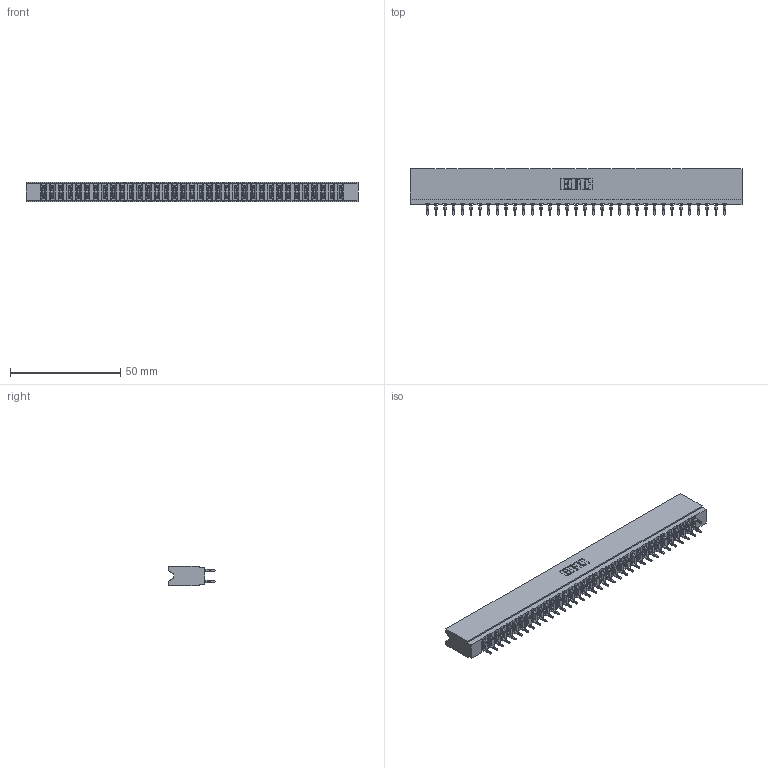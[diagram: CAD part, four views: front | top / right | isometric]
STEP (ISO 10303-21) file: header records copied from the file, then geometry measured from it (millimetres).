
FILE_DESCRIPTION (( 'STEP AP203' ), '1' );
FILE_NAME ('737-070-560-206.STEP', '2020-09-11T07:11:03', ( '' ), ( '' ), 'SwSTEP 2.0', 'SolidWorks 2020', '' );
FILE_SCHEMA (( 'CONFIG_CONTROL_DESIGN' ));
Length unit declared in the file: inch
Products named in the file (3): 745-292-001_560; 737-070-560-206; 737 Part_Insulator Option - 06
Assembly tree (71 placements, depth 2):
  737-070-560-206
    737 Part_Insulator Option - 06
    745-292-001_560  x70
Bounding box: 150.52 x 21.22 x 8.89 mm (x, y, z)
Volume: 15160.4 mm3; surface area: 23132.4 mm2
Topology: 71 solids, 71 shells, 7025 faces, 19227 edges, 12210 vertices
Faces by surface type: plane 3660, cylinder 1545, bspline 1400, torus 420
Entity records: 61350 total; most frequent: CARTESIAN_POINT 11156, ORIENTED_EDGE 10578, DIRECTION 9243, EDGE_CURVE 5289, LINE 4889, VECTOR 4889, VERTEX_POINT 3378, AXIS2_PLACEMENT_3D 2177
